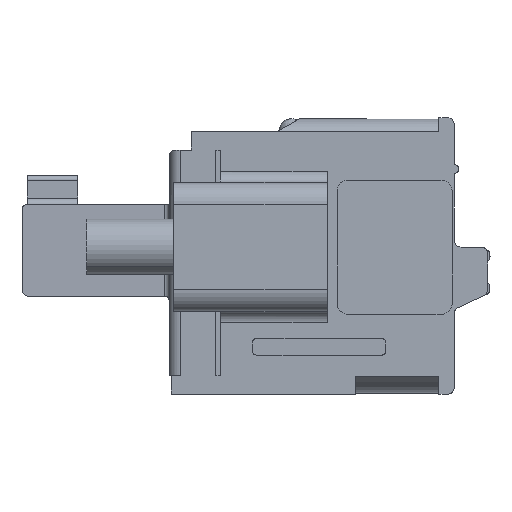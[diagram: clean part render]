
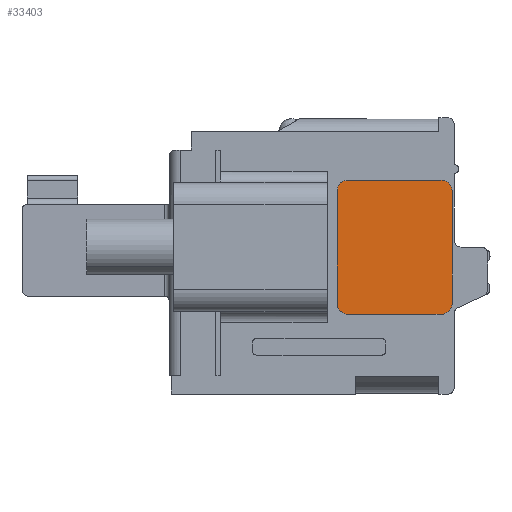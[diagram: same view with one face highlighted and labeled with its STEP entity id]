
A CAD part, left-side view. The second image highlights one B-rep face of the part: STEP entity #33403.
In plain terms, the highlighted planar face has unit normal (-1, 0, 0).
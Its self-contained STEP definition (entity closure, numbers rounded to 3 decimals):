
#13463=CARTESIAN_POINT('',(4.78,6.86,4.077));
#13464=CARTESIAN_POINT('',(4.78,6.86,4.061));
#13465=CARTESIAN_POINT('',(4.78,6.858,4.028));
#13466=CARTESIAN_POINT('',(4.78,6.85,3.976));
#13467=CARTESIAN_POINT('',(4.78,6.837,3.926));
#13468=CARTESIAN_POINT('',(4.78,6.818,3.877));
#13469=CARTESIAN_POINT('',(4.78,6.794,3.83));
#13470=CARTESIAN_POINT('',(4.78,6.766,3.786));
#13471=CARTESIAN_POINT('',(4.78,6.733,3.745));
#13472=CARTESIAN_POINT('',(4.78,6.695,3.708));
#13473=CARTESIAN_POINT('',(4.78,6.655,3.675));
#13474=CARTESIAN_POINT('',(4.78,6.611,3.646));
#13475=CARTESIAN_POINT('',(4.78,6.564,3.622));
#13476=CARTESIAN_POINT('',(4.78,6.515,3.604));
#13477=CARTESIAN_POINT('',(4.78,6.464,3.59));
#13478=CARTESIAN_POINT('',(4.78,6.412,3.582));
#13479=CARTESIAN_POINT('',(4.78,6.377,3.58));
#13480=CARTESIAN_POINT('',(4.78,6.36,3.58));
#13485=DIRECTION('',(0.,0.,-1.));
#13486=VECTOR('',#13485,5.021);
#13487=CARTESIAN_POINT('',(4.78,6.86,9.1));
#13488=LINE('',#13487,#13486);
#13492=CARTESIAN_POINT('',(4.78,6.363,9.6));
#13493=CARTESIAN_POINT('',(4.78,6.379,9.6));
#13494=CARTESIAN_POINT('',(4.78,6.412,9.598));
#13495=CARTESIAN_POINT('',(4.78,6.464,9.59));
#13496=CARTESIAN_POINT('',(4.78,6.514,9.577));
#13497=CARTESIAN_POINT('',(4.78,6.563,9.558));
#13498=CARTESIAN_POINT('',(4.78,6.61,9.534));
#13499=CARTESIAN_POINT('',(4.78,6.654,9.506));
#13500=CARTESIAN_POINT('',(4.78,6.695,9.473));
#13501=CARTESIAN_POINT('',(4.78,6.732,9.435));
#13502=CARTESIAN_POINT('',(4.78,6.765,9.395));
#13503=CARTESIAN_POINT('',(4.78,6.794,9.351));
#13504=CARTESIAN_POINT('',(4.78,6.818,9.304));
#13505=CARTESIAN_POINT('',(4.78,6.836,9.255));
#13506=CARTESIAN_POINT('',(4.78,6.85,9.204));
#13507=CARTESIAN_POINT('',(4.78,6.858,9.152));
#13508=CARTESIAN_POINT('',(4.78,6.86,9.117));
#13509=CARTESIAN_POINT('',(4.78,6.86,9.1));
#13514=DIRECTION('',(0.,1.,0.));
#13515=VECTOR('',#13514,4.161);
#13516=CARTESIAN_POINT('',(4.78,2.2,9.6));
#13517=LINE('',#13516,#13515);
#13521=CARTESIAN_POINT('',(4.78,1.7,9.103));
#13522=CARTESIAN_POINT('',(4.78,1.7,9.119));
#13523=CARTESIAN_POINT('',(4.78,1.702,9.152));
#13524=CARTESIAN_POINT('',(4.78,1.71,9.204));
#13525=CARTESIAN_POINT('',(4.78,1.723,9.254));
#13526=CARTESIAN_POINT('',(4.78,1.742,9.303));
#13527=CARTESIAN_POINT('',(4.78,1.766,9.35));
#13528=CARTESIAN_POINT('',(4.78,1.794,9.394));
#13529=CARTESIAN_POINT('',(4.78,1.827,9.435));
#13530=CARTESIAN_POINT('',(4.78,1.865,9.472));
#13531=CARTESIAN_POINT('',(4.78,1.905,9.505));
#13532=CARTESIAN_POINT('',(4.78,1.949,9.534));
#13533=CARTESIAN_POINT('',(4.78,1.996,9.558));
#13534=CARTESIAN_POINT('',(4.78,2.045,9.576));
#13535=CARTESIAN_POINT('',(4.78,2.096,9.59));
#13536=CARTESIAN_POINT('',(4.78,2.148,9.598));
#13537=CARTESIAN_POINT('',(4.78,2.183,9.6));
#13538=CARTESIAN_POINT('',(4.78,2.2,9.6));
#13543=DIRECTION('',(0.,0.,1.));
#13544=VECTOR('',#13543,5.021);
#13545=CARTESIAN_POINT('',(4.78,1.7,4.08));
#13546=LINE('',#13545,#13544);
#13550=CARTESIAN_POINT('',(4.78,2.197,3.58));
#13551=CARTESIAN_POINT('',(4.78,2.181,3.58));
#13552=CARTESIAN_POINT('',(4.78,2.148,3.582));
#13553=CARTESIAN_POINT('',(4.78,2.096,3.59));
#13554=CARTESIAN_POINT('',(4.78,2.046,3.603));
#13555=CARTESIAN_POINT('',(4.78,1.997,3.622));
#13556=CARTESIAN_POINT('',(4.78,1.95,3.646));
#13557=CARTESIAN_POINT('',(4.78,1.906,3.674));
#13558=CARTESIAN_POINT('',(4.78,1.865,3.707));
#13559=CARTESIAN_POINT('',(4.78,1.828,3.745));
#13560=CARTESIAN_POINT('',(4.78,1.795,3.785));
#13561=CARTESIAN_POINT('',(4.78,1.766,3.829));
#13562=CARTESIAN_POINT('',(4.78,1.742,3.876));
#13563=CARTESIAN_POINT('',(4.78,1.724,3.925));
#13564=CARTESIAN_POINT('',(4.78,1.71,3.976));
#13565=CARTESIAN_POINT('',(4.78,1.702,4.028));
#13566=CARTESIAN_POINT('',(4.78,1.7,4.063));
#13567=CARTESIAN_POINT('',(4.78,1.7,4.08));
#13572=DIRECTION('',(0.,-1.,0.));
#13573=VECTOR('',#13572,4.161);
#13574=CARTESIAN_POINT('',(4.78,6.36,3.58));
#13575=LINE('',#13574,#13573);
#21951=CARTESIAN_POINT('',(4.78,6.36,3.58));
#21952=VERTEX_POINT('',#21951);
#21953=VERTEX_POINT('',#13463);
#21956=CARTESIAN_POINT('',(4.78,6.86,9.1));
#21957=VERTEX_POINT('',#21956);
#21958=VERTEX_POINT('',#13492);
#21961=CARTESIAN_POINT('',(4.78,2.2,9.6));
#21962=VERTEX_POINT('',#21961);
#21963=VERTEX_POINT('',#13521);
#21966=CARTESIAN_POINT('',(4.78,1.7,4.08));
#21967=VERTEX_POINT('',#21966);
#21968=VERTEX_POINT('',#13550);
#33388=CARTESIAN_POINT('',(4.78,4.241,7.587));
#33389=DIRECTION('',(-1.,0.,0.));
#33390=DIRECTION('',(0.,0.,1.));
#33391=AXIS2_PLACEMENT_3D('',#33388,#33389,#33390);
#33392=PLANE('',#33391);
#33393=ORIENTED_EDGE('',*,*,#33298,.F.);
#33394=ORIENTED_EDGE('',*,*,#33313,.F.);
#33395=ORIENTED_EDGE('',*,*,#33326,.F.);
#33396=ORIENTED_EDGE('',*,*,#33341,.F.);
#33397=ORIENTED_EDGE('',*,*,#33354,.F.);
#33398=ORIENTED_EDGE('',*,*,#33369,.F.);
#33399=ORIENTED_EDGE('',*,*,#33381,.F.);
#33400=ORIENTED_EDGE('',*,*,#33284,.F.);
#33401=EDGE_LOOP('',(#33393,#33394,#33395,#33396,#33397,#33398,#33399,#33400));
#33402=FACE_OUTER_BOUND('',#33401,.F.);
#33403=ADVANCED_FACE('',(#33402),#33392,.T.);
#13481=B_SPLINE_CURVE_WITH_KNOTS('',3,(#13463,#13464,#13465,#13466,#13467,
#13468,#13469,#13470,#13471,#13472,#13473,#13474,#13475,#13476,#13477,#13478,
#13479,#13480),.UNSPECIFIED.,.F.,.F.,(4,1,1,1,1,1,1,1,1,1,1,1,1,1,1,4),(0.,
0.067,0.133,0.2,0.267,0.333,
0.4,0.467,0.533,0.6,0.667,
0.733,0.8,0.867,0.933,1.),
.UNSPECIFIED.);
#13510=B_SPLINE_CURVE_WITH_KNOTS('',3,(#13492,#13493,#13494,#13495,#13496,
#13497,#13498,#13499,#13500,#13501,#13502,#13503,#13504,#13505,#13506,#13507,
#13508,#13509),.UNSPECIFIED.,.F.,.F.,(4,1,1,1,1,1,1,1,1,1,1,1,1,1,1,4),(0.,
0.067,0.133,0.2,0.267,0.333,
0.4,0.467,0.533,0.6,0.667,
0.733,0.8,0.867,0.933,1.),
.UNSPECIFIED.);
#13539=B_SPLINE_CURVE_WITH_KNOTS('',3,(#13521,#13522,#13523,#13524,#13525,
#13526,#13527,#13528,#13529,#13530,#13531,#13532,#13533,#13534,#13535,#13536,
#13537,#13538),.UNSPECIFIED.,.F.,.F.,(4,1,1,1,1,1,1,1,1,1,1,1,1,1,1,4),(0.,
0.067,0.133,0.2,0.267,0.333,
0.4,0.467,0.533,0.6,0.667,
0.733,0.8,0.867,0.933,1.),
.UNSPECIFIED.);
#13568=B_SPLINE_CURVE_WITH_KNOTS('',3,(#13550,#13551,#13552,#13553,#13554,
#13555,#13556,#13557,#13558,#13559,#13560,#13561,#13562,#13563,#13564,#13565,
#13566,#13567),.UNSPECIFIED.,.F.,.F.,(4,1,1,1,1,1,1,1,1,1,1,1,1,1,1,4),(0.,
0.067,0.133,0.2,0.267,0.333,
0.4,0.467,0.533,0.6,0.667,
0.733,0.8,0.867,0.933,1.),
.UNSPECIFIED.);
#33284=EDGE_CURVE('',#21952,#21968,#13575,.T.);
#33298=EDGE_CURVE('',#21953,#21952,#13481,.T.);
#33313=EDGE_CURVE('',#21957,#21953,#13488,.T.);
#33326=EDGE_CURVE('',#21958,#21957,#13510,.T.);
#33341=EDGE_CURVE('',#21962,#21958,#13517,.T.);
#33354=EDGE_CURVE('',#21963,#21962,#13539,.T.);
#33369=EDGE_CURVE('',#21967,#21963,#13546,.T.);
#33381=EDGE_CURVE('',#21968,#21967,#13568,.T.);
